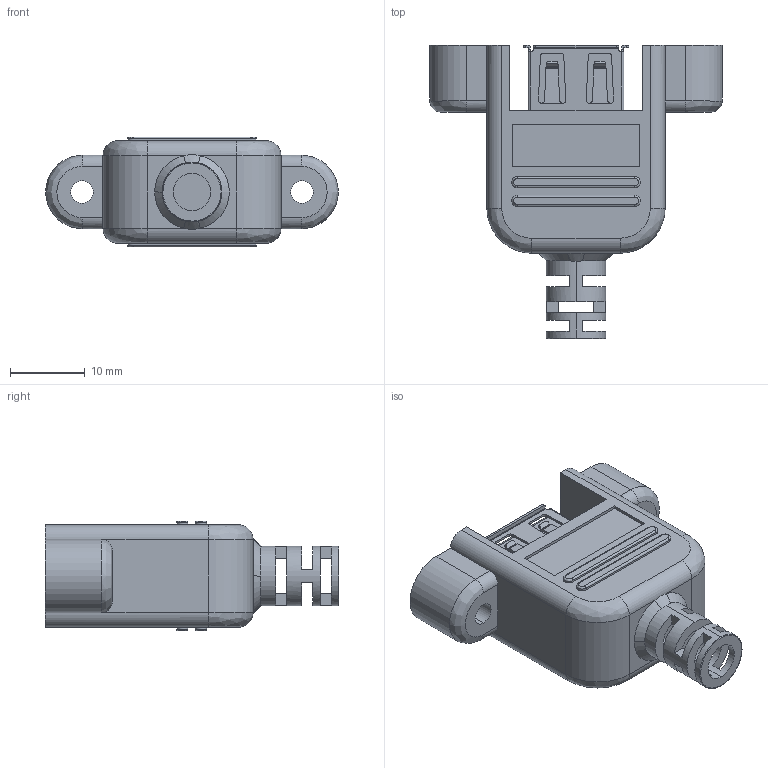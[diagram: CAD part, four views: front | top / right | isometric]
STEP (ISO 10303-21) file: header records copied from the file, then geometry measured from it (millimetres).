
FILE_DESCRIPTION (( 'STEP AP214' ), '1' );
FILE_NAME ('USBFIREWIRE.COM-USB Panel Mount Series A-DEFAULT.STEP', '2011-12-13T04:23:03', ( 'SysAdmin' ), ( 'SolidWorks' ), 'SwSTEP 2.0', 'SolidWorks 2012', '' );
FILE_SCHEMA (( 'AUTOMOTIVE_DESIGN' ));
Length unit declared in the file: inch
Products named in the file (1): USBFIREWIRE.COM-USB Panel Mount Series A-DEFAULT
Bounding box: 39.25 x 39.4 x 14.75 mm (x, y, z)
Volume: 8191.1 mm3; surface area: 4413.1 mm2
Topology: 1 solids, 1 shells, 321 faces, 896 edges, 586 vertices
Faces by surface type: plane 171, cylinder 129, bspline 18, cone 3
Entity records: 10969 total; most frequent: CARTESIAN_POINT 2752, ORIENTED_EDGE 1792, DIRECTION 1644, EDGE_CURVE 896, VERTEX_POINT 586, VECTOR 552, LINE 552, AXIS2_PLACEMENT_3D 546
